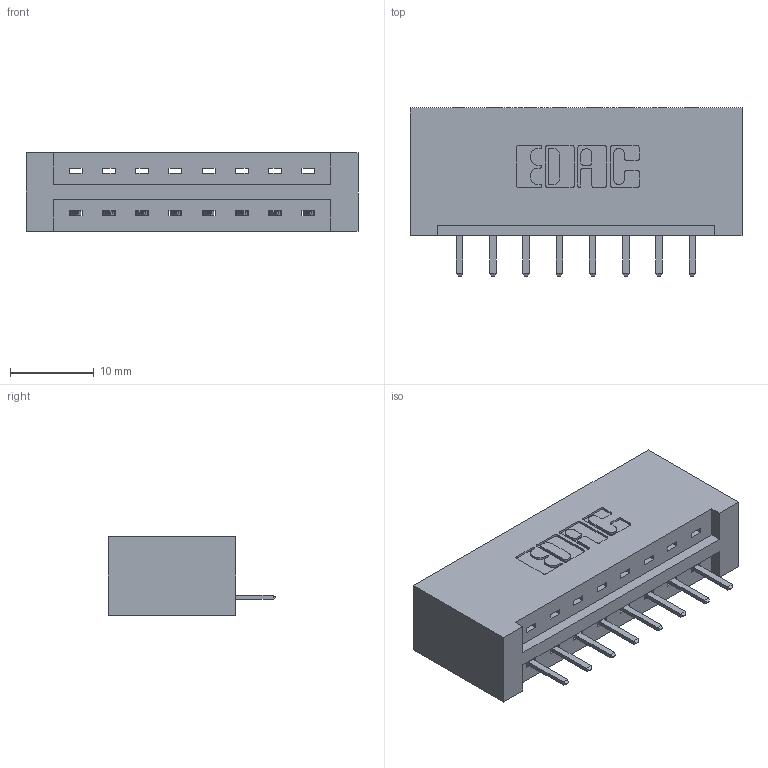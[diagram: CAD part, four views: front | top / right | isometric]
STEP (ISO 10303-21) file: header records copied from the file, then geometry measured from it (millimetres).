
FILE_DESCRIPTION (( 'STEP AP203' ), '1' );
FILE_NAME ('337-008-520-101.STEP', '2019-09-27T18:34:28', ( '' ), ( '' ), 'SwSTEP 2.0', 'SolidWorks 2016', '' );
FILE_SCHEMA (( 'CONFIG_CONTROL_DESIGN' ));
Length unit declared in the file: inch
Products named in the file (3): 337-008-520-101; 337 Part_No Mounting Lugs; 345-292-001_345-293-120
Assembly tree (9 placements, depth 2):
  337-008-520-101
    337 Part_No Mounting Lugs
    345-292-001_345-293-120  x8
Bounding box: 39.57 x 20.02 x 9.4 mm (x, y, z)
Volume: 4403.2 mm3; surface area: 4260 mm2
Topology: 9 solids, 9 shells, 634 faces, 1855 edges, 1214 vertices
Faces by surface type: plane 450, cylinder 184
Entity records: 10181 total; most frequent: CARTESIAN_POINT 1790, ORIENTED_EDGE 1722, DIRECTION 1557, EDGE_CURVE 861, LINE 737, VECTOR 737, VERTEX_POINT 570, AXIS2_PLACEMENT_3D 410
